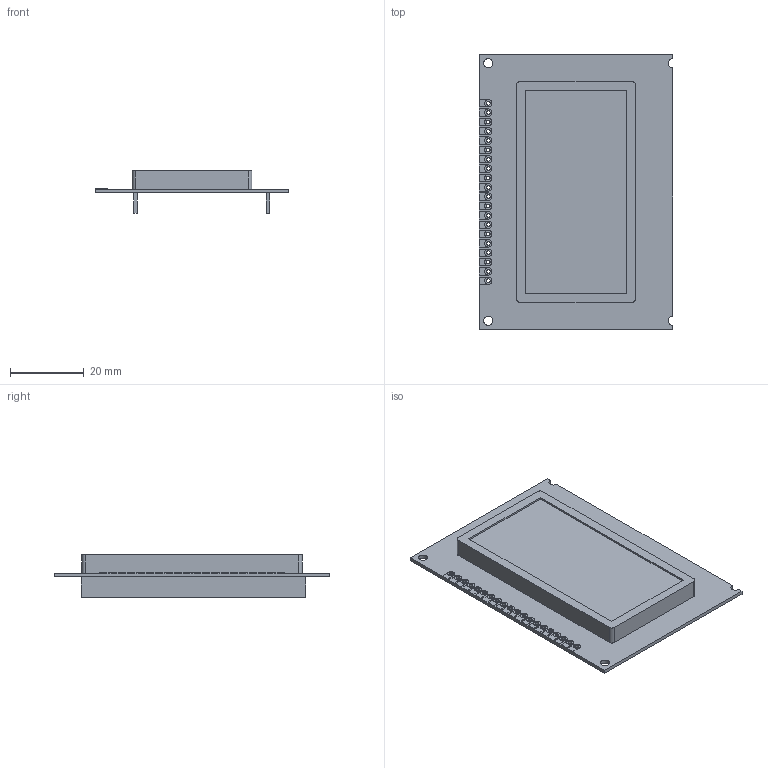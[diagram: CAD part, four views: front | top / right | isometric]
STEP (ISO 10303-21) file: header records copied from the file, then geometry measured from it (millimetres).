
FILE_DESCRIPTION(('FreeCAD Model'),'2;1');
FILE_NAME('Fusion020_sp.step','2017-07-02T17:18:09',('kicad StepUp'),('ksu MCAD'), 'Open CASCADE STEP processor 7.1','FreeCAD','Unknown');
FILE_SCHEMA(('AUTOMOTIVE_DESIGN { 1 0 10303 214 1 1 1 1 }'));
Length unit declared in the file: millimetre
Products named in the file (1): Fusion020_sp
Bounding box: 52.7 x 75 x 11.5 mm (x, y, z)
Volume: 13594.4 mm3; surface area: 10570.4 mm2
Topology: 1 solids, 1 shells, 396 faces, 970 edges, 560 vertices
Faces by surface type: plane 268, cylinder 128
Full cylindrical faces by diameter (mm): 1 x20, 2.5 x2
Entity records: 14226 total; most frequent: DIRECTION 2060, ORIENTED_EDGE 1940, CARTESIAN_POINT 1927, EDGE_CURVE 970, AXIS2_PLACEMENT_3D 693, LINE 674, VECTOR 674, VERTEX_POINT 560
